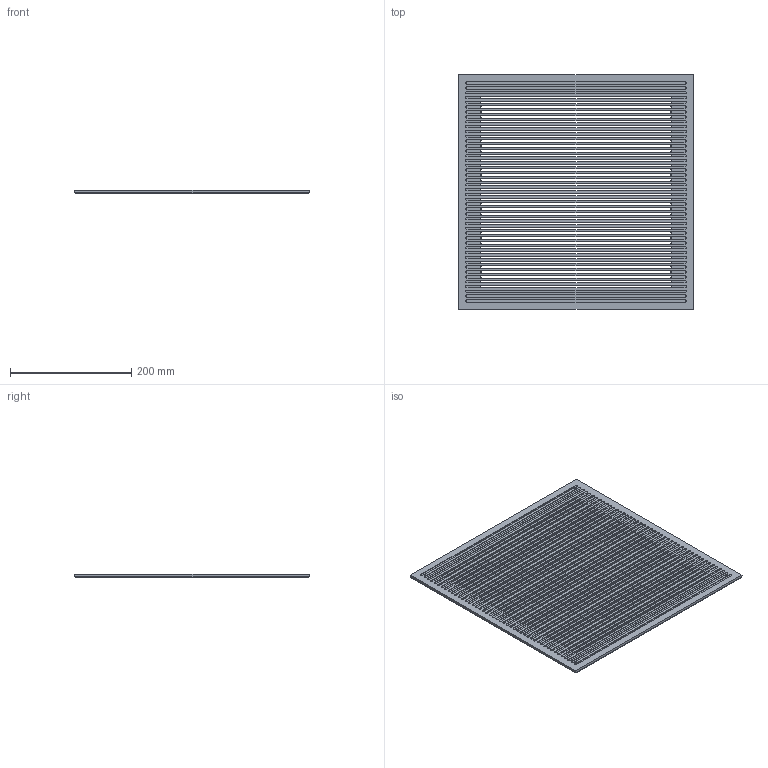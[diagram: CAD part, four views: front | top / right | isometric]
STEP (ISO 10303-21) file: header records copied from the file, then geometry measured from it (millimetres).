
FILE_DESCRIPTION(/* description */ (''),/* implementation_level */ '2;1');
FILE_NAME(/* name */ 'Part 6 - Top v1.step',/* time_stamp */ '2025-08-07T17:40:36+07:00',/* author */ (''),/* organization */ (''),/* preprocessor_version */ 'ST-DEVELOPER v20.1',/* originating_system */ 'Autodesk Translation Framework v14.10.0.0',/* authorisation */ '');
FILE_SCHEMA (('AUTOMOTIVE_DESIGN { 1 0 10303 214 3 1 1 }'));
Length unit declared in the file: millimetre
Products named in the file (2): Part 6 - Top; Part 6 - Top_1
Assembly tree (1 placements, depth 2):
  Part 6 - Top
    Part 6 - Top_1
Bounding box: 387.6 x 387.6 x 6 mm (x, y, z)
Volume: 418482.3 mm3; surface area: 296135.8 mm2
Topology: 1 solids, 1 shells, 490 faces, 1404 edges, 932 vertices
Faces by surface type: plane 298, cylinder 188, cone 4
Full cylindrical faces by diameter (mm): 3.5 x8
Entity records: 16332 total; most frequent: DIRECTION 2850, CARTESIAN_POINT 2829, ORIENTED_EDGE 2808, EDGE_CURVE 1404, AXIS2_PLACEMENT_3D 953, LINE 944, VECTOR 944, VERTEX_POINT 932
